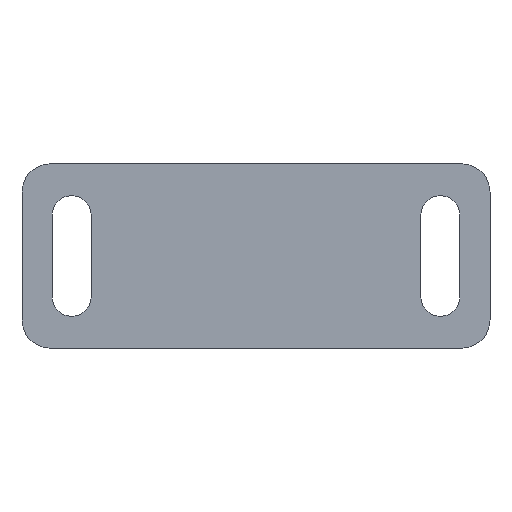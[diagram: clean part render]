
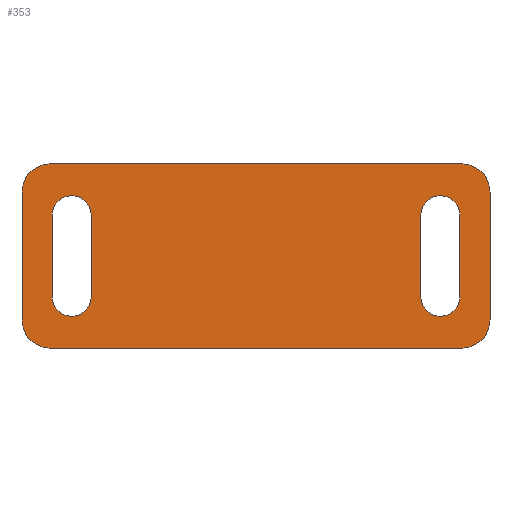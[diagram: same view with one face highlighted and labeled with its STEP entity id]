
A CAD part, top view. The second image highlights one B-rep face of the part: STEP entity #353.
In plain terms, the highlighted planar face has unit normal (0, 0, 1).
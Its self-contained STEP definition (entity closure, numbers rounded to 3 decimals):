
#20=FACE_BOUND('',#70,.T.);
#21=FACE_BOUND('',#71,.T.);
#31=PLANE('',#389);
#49=FACE_OUTER_BOUND('',#69,.T.);
#69=EDGE_LOOP('',(#312,#313,#314,#315,#316,#317,#318,#319));
#70=EDGE_LOOP('',(#320,#321,#322,#323));
#71=EDGE_LOOP('',(#324,#325,#326,#327));
#76=LINE('',#507,#108);
#86=LINE('',#544,#118);
#92=LINE('',#562,#124);
#95=LINE('',#569,#127);
#98=LINE('',#578,#130);
#101=LINE('',#585,#133);
#102=LINE('',#587,#134);
#103=LINE('',#589,#135);
#108=VECTOR('',#404,58.);
#118=VECTOR('',#436,58.);
#124=VECTOR('',#456,11.5);
#127=VECTOR('',#465,11.5);
#130=VECTOR('',#474,11.5);
#133=VECTOR('',#483,11.5);
#134=VECTOR('',#486,18.);
#135=VECTOR('',#489,18.);
#136=CIRCLE('',#357,4.);
#145=CIRCLE('',#369,4.);
#146=CIRCLE('',#372,4.);
#147=CIRCLE('',#374,4.);
#148=CIRCLE('',#376,2.75);
#149=CIRCLE('',#379,2.75);
#150=CIRCLE('',#382,2.75);
#151=CIRCLE('',#385,2.75);
#152=VERTEX_POINT('',#494);
#153=VERTEX_POINT('',#495);
#157=VERTEX_POINT('',#505);
#171=VERTEX_POINT('',#537);
#172=VERTEX_POINT('',#538);
#173=VERTEX_POINT('',#543);
#174=VERTEX_POINT('',#547);
#175=VERTEX_POINT('',#551);
#176=VERTEX_POINT('',#555);
#177=VERTEX_POINT('',#557);
#178=VERTEX_POINT('',#561);
#179=VERTEX_POINT('',#565);
#180=VERTEX_POINT('',#571);
#181=VERTEX_POINT('',#573);
#182=VERTEX_POINT('',#577);
#183=VERTEX_POINT('',#581);
#184=EDGE_CURVE('',#152,#153,#136,.T.);
#190=EDGE_CURVE('',#152,#157,#76,.T.);
#205=EDGE_CURVE('',#171,#172,#145,.T.);
#208=EDGE_CURVE('',#173,#172,#86,.T.);
#210=EDGE_CURVE('',#173,#174,#146,.T.);
#212=EDGE_CURVE('',#175,#157,#147,.T.);
#215=EDGE_CURVE('',#177,#176,#148,.T.);
#217=EDGE_CURVE('',#178,#177,#92,.T.);
#219=EDGE_CURVE('',#179,#178,#149,.T.);
#221=EDGE_CURVE('',#176,#179,#95,.T.);
#223=EDGE_CURVE('',#181,#180,#150,.T.);
#225=EDGE_CURVE('',#182,#181,#98,.T.);
#227=EDGE_CURVE('',#183,#182,#151,.T.);
#229=EDGE_CURVE('',#180,#183,#101,.T.);
#230=EDGE_CURVE('',#175,#174,#102,.T.);
#231=EDGE_CURVE('',#171,#153,#103,.T.);
#312=ORIENTED_EDGE('',*,*,#184,.F.);
#313=ORIENTED_EDGE('',*,*,#190,.T.);
#314=ORIENTED_EDGE('',*,*,#212,.F.);
#315=ORIENTED_EDGE('',*,*,#230,.T.);
#316=ORIENTED_EDGE('',*,*,#210,.F.);
#317=ORIENTED_EDGE('',*,*,#208,.T.);
#318=ORIENTED_EDGE('',*,*,#205,.F.);
#319=ORIENTED_EDGE('',*,*,#231,.T.);
#320=ORIENTED_EDGE('',*,*,#229,.T.);
#321=ORIENTED_EDGE('',*,*,#227,.T.);
#322=ORIENTED_EDGE('',*,*,#225,.T.);
#323=ORIENTED_EDGE('',*,*,#223,.T.);
#324=ORIENTED_EDGE('',*,*,#221,.T.);
#325=ORIENTED_EDGE('',*,*,#219,.T.);
#326=ORIENTED_EDGE('',*,*,#217,.T.);
#327=ORIENTED_EDGE('',*,*,#215,.T.);
#353=ADVANCED_FACE('',(#49,#20,#21),#31,.T.);
#357=AXIS2_PLACEMENT_3D('',#496,#394,#395);
#369=AXIS2_PLACEMENT_3D('',#539,#430,#431);
#372=AXIS2_PLACEMENT_3D('',#548,#440,#441);
#374=AXIS2_PLACEMENT_3D('',#552,#445,#446);
#376=AXIS2_PLACEMENT_3D('',#558,#451,#452);
#379=AXIS2_PLACEMENT_3D('',#566,#460,#461);
#382=AXIS2_PLACEMENT_3D('',#574,#469,#470);
#385=AXIS2_PLACEMENT_3D('',#582,#478,#479);
#389=AXIS2_PLACEMENT_3D('',#590,#490,#491);
#394=DIRECTION('center_axis',(0.,0.,-1.));
#395=DIRECTION('ref_axis',(0.707,0.707,0.));
#404=DIRECTION('',(-1.,0.,0.));
#430=DIRECTION('center_axis',(0.,0.,-1.));
#431=DIRECTION('ref_axis',(0.707,-0.707,0.));
#436=DIRECTION('',(1.,0.,0.));
#440=DIRECTION('center_axis',(0.,0.,-1.));
#441=DIRECTION('ref_axis',(-0.707,-0.707,0.));
#445=DIRECTION('center_axis',(0.,0.,-1.));
#446=DIRECTION('ref_axis',(-0.707,0.707,0.));
#451=DIRECTION('center_axis',(0.,0.,-1.));
#452=DIRECTION('ref_axis',(-1.,0.,0.));
#456=DIRECTION('',(0.,1.,0.));
#460=DIRECTION('center_axis',(0.,0.,-1.));
#461=DIRECTION('ref_axis',(1.,0.,0.));
#465=DIRECTION('',(0.,-1.,0.));
#469=DIRECTION('center_axis',(0.,0.,-1.));
#470=DIRECTION('ref_axis',(-1.,0.,0.));
#474=DIRECTION('',(0.,1.,0.));
#478=DIRECTION('center_axis',(0.,0.,-1.));
#479=DIRECTION('ref_axis',(1.,0.,0.));
#483=DIRECTION('',(0.,-1.,0.));
#486=DIRECTION('',(0.,-1.,0.));
#489=DIRECTION('',(0.,1.,0.));
#490=DIRECTION('center_axis',(0.,0.,1.));
#491=DIRECTION('ref_axis',(1.,0.,0.));
#494=CARTESIAN_POINT('',(29.,13.,1.4));
#495=CARTESIAN_POINT('',(33.,9.,1.4));
#496=CARTESIAN_POINT('Origin',(29.,9.,1.4));
#505=CARTESIAN_POINT('',(-29.,13.,1.4));
#507=CARTESIAN_POINT('',(33.,13.,1.4));
#537=CARTESIAN_POINT('',(33.,-9.,1.4));
#538=CARTESIAN_POINT('',(29.,-13.,1.4));
#539=CARTESIAN_POINT('Origin',(29.,-9.,1.4));
#543=CARTESIAN_POINT('',(-29.,-13.,1.4));
#544=CARTESIAN_POINT('',(-33.,-13.,1.4));
#547=CARTESIAN_POINT('',(-33.,-9.,1.4));
#548=CARTESIAN_POINT('Origin',(-29.,-9.,1.4));
#551=CARTESIAN_POINT('',(-33.,9.,1.4));
#552=CARTESIAN_POINT('Origin',(-29.,9.,1.4));
#555=CARTESIAN_POINT('',(28.75,5.75,1.4));
#557=CARTESIAN_POINT('',(23.25,5.75,1.4));
#558=CARTESIAN_POINT('Origin',(26.,5.75,1.4));
#561=CARTESIAN_POINT('',(23.25,-5.75,1.4));
#562=CARTESIAN_POINT('',(23.25,-5.75,1.4));
#565=CARTESIAN_POINT('',(28.75,-5.75,1.4));
#566=CARTESIAN_POINT('Origin',(26.,-5.75,1.4));
#569=CARTESIAN_POINT('',(28.75,5.75,1.4));
#571=CARTESIAN_POINT('',(-23.25,5.75,1.4));
#573=CARTESIAN_POINT('',(-28.75,5.75,1.4));
#574=CARTESIAN_POINT('Origin',(-26.,5.75,1.4));
#577=CARTESIAN_POINT('',(-28.75,-5.75,1.4));
#578=CARTESIAN_POINT('',(-28.75,-5.75,1.4));
#581=CARTESIAN_POINT('',(-23.25,-5.75,1.4));
#582=CARTESIAN_POINT('Origin',(-26.,-5.75,1.4));
#585=CARTESIAN_POINT('',(-23.25,5.75,1.4));
#587=CARTESIAN_POINT('',(-33.,13.,1.4));
#589=CARTESIAN_POINT('',(33.,-13.,1.4));
#590=CARTESIAN_POINT('Origin',(0.,0.,1.4));
